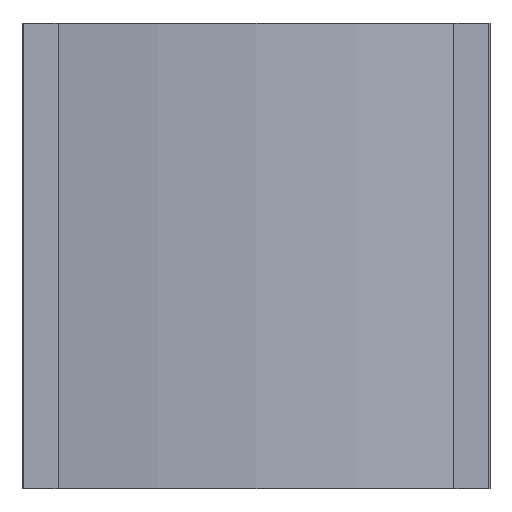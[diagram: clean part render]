
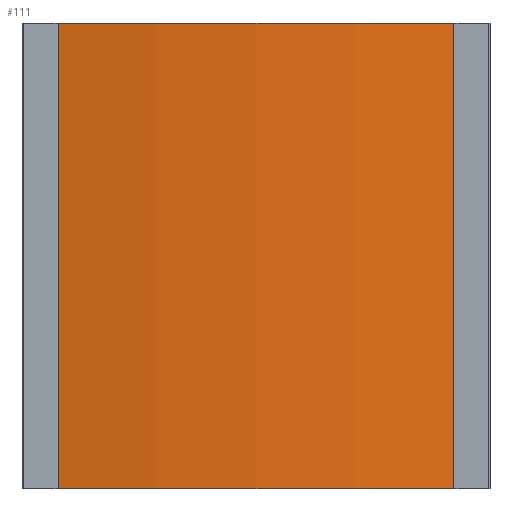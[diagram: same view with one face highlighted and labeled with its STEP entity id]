
A CAD part, front view. The second image highlights one B-rep face of the part: STEP entity #111.
In plain terms, the highlighted cylindrical face has radius 959.611 mm (diameter 1919.22 mm), a partial arc.
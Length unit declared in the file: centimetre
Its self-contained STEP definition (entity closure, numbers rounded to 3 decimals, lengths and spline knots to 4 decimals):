
#5 = DIRECTION ( 'NONE',  ( 0., 0., -1. ) ) ;
#61 = DIRECTION ( 'NONE',  ( 0., 0., -1. ) ) ;
#77 = DIRECTION ( 'NONE',  ( 0., 0., -1. ) ) ;
#81 = EDGE_CURVE ( 'NONE', #282, #549, #358, .T. ) ;
#88 = CARTESIAN_POINT ( 'NONE',  ( 1.5137, 96.4433, 40. ) ) ;
#111 = ADVANCED_FACE ( 'NONE', ( #321 ), #409, .T. ) ;
#117 = AXIS2_PLACEMENT_3D ( 'NONE', #378, #5, #568 ) ;
#136 = CARTESIAN_POINT ( 'NONE',  ( -15.4863, 2., 40. ) ) ;
#147 = AXIS2_PLACEMENT_3D ( 'NONE', #400, #77, #313 ) ;
#157 = DIRECTION ( 'NONE',  ( 0., 0., -1. ) ) ;
#196 = ORIENTED_EDGE ( 'NONE', *, *, #374, .F. ) ;
#235 = CARTESIAN_POINT ( 'NONE',  ( 18.5137, 2., 40. ) ) ;
#282 = VERTEX_POINT ( 'NONE', #136 ) ;
#313 = DIRECTION ( 'NONE',  ( -1., 0., 0. ) ) ;
#321 = FACE_OUTER_BOUND ( 'NONE', #399, .T. ) ;
#323 = EDGE_CURVE ( 'NONE', #360, #282, #359, .T. ) ;
#358 = LINE ( 'NONE', #417, #385 ) ;
#359 = CIRCLE ( 'NONE', #406, 95.9611 ) ;
#360 = VERTEX_POINT ( 'NONE', #235 ) ;
#374 = EDGE_CURVE ( 'NONE', #411, #549, #382, .T. ) ;
#378 = CARTESIAN_POINT ( 'NONE',  ( 1.5137, 96.4433, 0. ) ) ;
#382 = CIRCLE ( 'NONE', #117, 95.9611 ) ;
#385 = VECTOR ( 'NONE', #61, 100. ) ;
#391 = ORIENTED_EDGE ( 'NONE', *, *, #81, .T. ) ;
#399 = EDGE_LOOP ( 'NONE', ( #196, #509, #443, #391 ) ) ;
#400 = CARTESIAN_POINT ( 'NONE',  ( 1.5137, 96.4433, 40. ) ) ;
#406 = AXIS2_PLACEMENT_3D ( 'NONE', #88, #431, #562 ) ;
#409 = CYLINDRICAL_SURFACE ( 'NONE', #147, 95.9611 ) ;
#411 = VERTEX_POINT ( 'NONE', #492 ) ;
#417 = CARTESIAN_POINT ( 'NONE',  ( -15.4863, 2., 40. ) ) ;
#431 = DIRECTION ( 'NONE',  ( 0., 0., -1. ) ) ;
#443 = ORIENTED_EDGE ( 'NONE', *, *, #323, .T. ) ;
#470 = CARTESIAN_POINT ( 'NONE',  ( -15.4863, 2., 0. ) ) ;
#492 = CARTESIAN_POINT ( 'NONE',  ( 18.5137, 2., 0. ) ) ;
#509 = ORIENTED_EDGE ( 'NONE', *, *, #524, .F. ) ;
#510 = LINE ( 'NONE', #551, #561 ) ;
#524 = EDGE_CURVE ( 'NONE', #360, #411, #510, .T. ) ;
#549 = VERTEX_POINT ( 'NONE', #470 ) ;
#551 = CARTESIAN_POINT ( 'NONE',  ( 18.5137, 2., 40. ) ) ;
#561 = VECTOR ( 'NONE', #157, 100. ) ;
#562 = DIRECTION ( 'NONE',  ( 1., 0., 0. ) ) ;
#568 = DIRECTION ( 'NONE',  ( 1., 0., 0. ) ) ;
